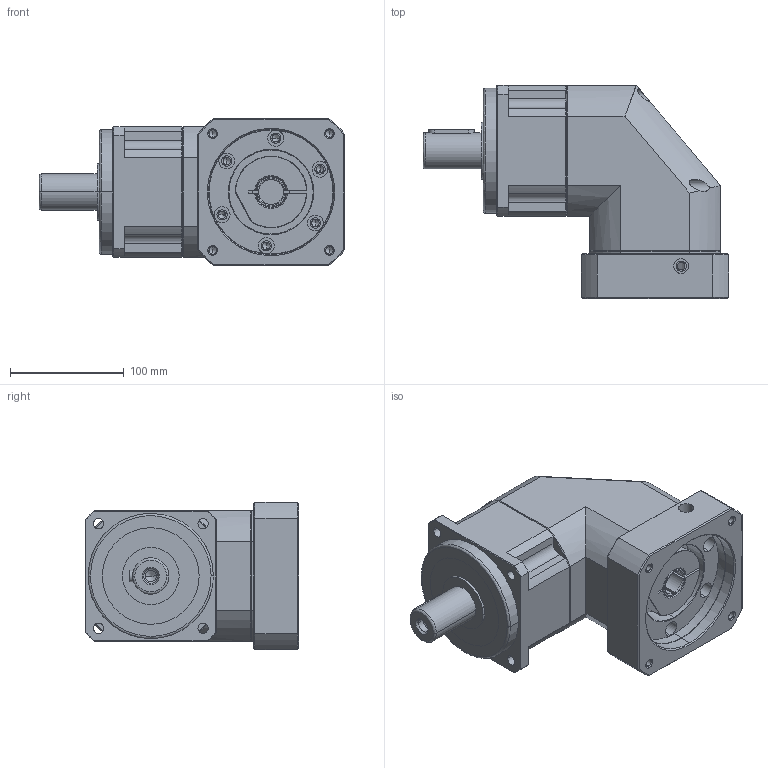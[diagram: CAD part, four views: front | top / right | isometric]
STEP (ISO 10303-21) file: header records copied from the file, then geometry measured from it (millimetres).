
FILE_DESCRIPTION (( 'STEP AP214' ), '1' );
FILE_NAME ('SBL115-L1-22-110-145M8.STEP', '2021-12-25T08:17:50', ( 'admin' ), ( '' ), 'SwSTEP 2.0', 'SolidWorks 2013', '' );
FILE_SCHEMA (( 'AUTOMOTIVE_DESIGN' ));
Length unit declared in the file: millimetre
Products named in the file (5): SB115_X2_8F9351FA7AEF_X0_; SBL115-110-145M8; SBL115_X2_8F9351658F7495017D2773AF_X0_-22; SBL115-22; SBL115-L1-22-110-145M8
Assembly tree (4 placements, depth 2):
  SBL115-L1-22-110-145M8
    SBL115-22
    SBL115_X2_8F9351658F7495017D2773AF_X0_-22
    SBL115-110-145M8
    SB115_X2_8F9351FA7AEF_X0_
Bounding box: 269 x 187.5 x 130 mm (x, y, z)
Volume: 2587306.1 mm3; surface area: 288253.2 mm2
Topology: 5 solids, 5 shells, 452 faces, 1130 edges, 695 vertices
Faces by surface type: cylinder 183, plane 164, cone 91, bspline 14
Entity records: 19741 total; most frequent: CARTESIAN_POINT 3989, DIRECTION 2224, ORIENTED_EDGE 2188, EDGE_CURVE 1094, AXIS2_PLACEMENT_3D 862, VERTEX_POINT 689, EDGE_LOOP 525, LINE 500
